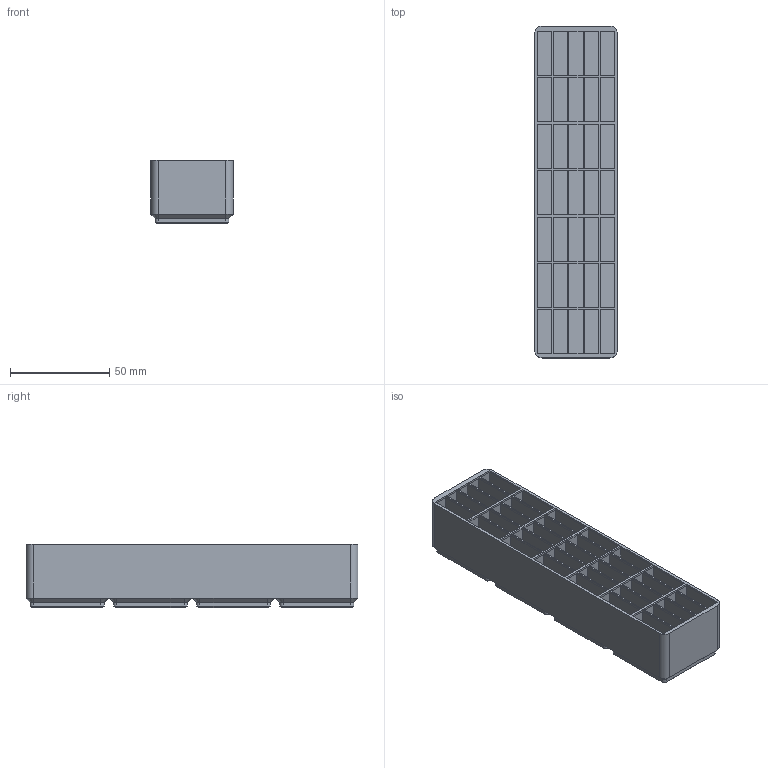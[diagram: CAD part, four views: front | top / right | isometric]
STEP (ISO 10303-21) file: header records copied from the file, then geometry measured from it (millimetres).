
FILE_DESCRIPTION(('FreeCAD Model'),'2;1');
FILE_NAME('Open CASCADE Shape Model','2025-02-20T22:27:52',(''),(''), 'Open CASCADE STEP processor 7.8','FreeCAD','Unknown');
FILE_SCHEMA(('AUTOMOTIVE_DESIGN { 1 0 10303 214 1 1 1 1 }'));
Length unit declared in the file: millimetre
Products named in the file (1): 608ZZ
Bounding box: 41.5 x 167.5 x 32 mm (x, y, z)
Volume: 153767 mm3; surface area: 50499.4 mm2
Topology: 1 solids, 1 shells, 459 faces, 994 edges, 588 vertices
Faces by surface type: plane 391, cylinder 36, cone 32
Full cylindrical faces by diameter (mm): 3 x16
Entity records: 11974 total; most frequent: CARTESIAN_POINT 2106, ORIENTED_EDGE 1988, DIRECTION 1950, EDGE_CURVE 994, LINE 830, VECTOR 830, VERTEX_POINT 588, AXIS2_PLACEMENT_3D 560
